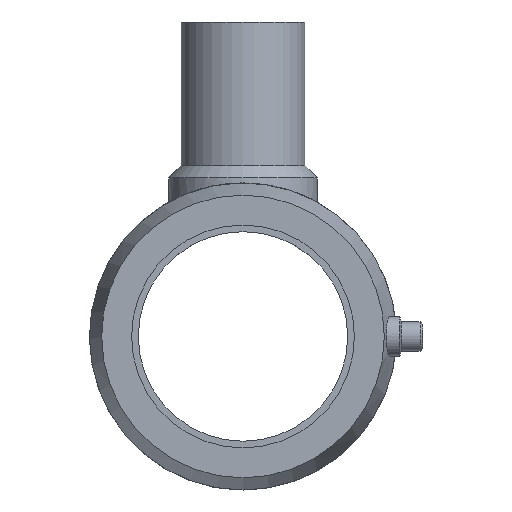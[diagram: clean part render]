
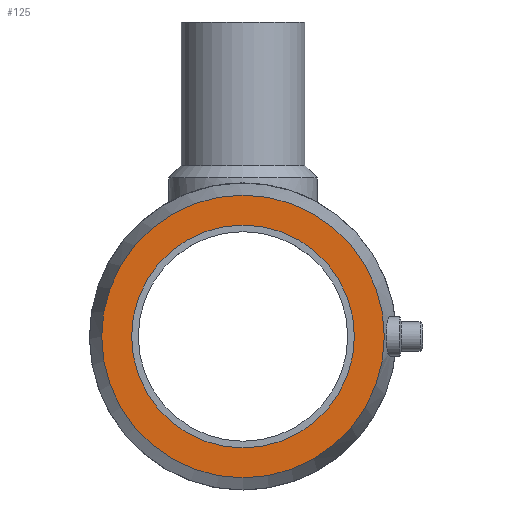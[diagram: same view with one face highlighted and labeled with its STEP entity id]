
A CAD part, left-side view. The second image highlights one B-rep face of the part: STEP entity #125.
In plain terms, the highlighted planar face has unit normal (-1, 0, 0).
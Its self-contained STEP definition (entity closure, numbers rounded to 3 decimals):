
#125 = ADVANCED_FACE( '', ( #282, #283 ), #284, .F. );
#282 = FACE_OUTER_BOUND( '', #445, .T. );
#283 = FACE_BOUND( '', #446, .T. );
#284 = PLANE( '', #447 );
#445 = EDGE_LOOP( '', ( #668 ) );
#446 = EDGE_LOOP( '', ( #669 ) );
#447 = AXIS2_PLACEMENT_3D( '', #670, #671, #672 );
#668 = ORIENTED_EDGE( '', *, *, #767, .F. );
#669 = ORIENTED_EDGE( '', *, *, #740, .T. );
#670 = CARTESIAN_POINT( '', ( 0., 0., 0. ) );
#671 = DIRECTION( '', ( 1., 0., 0. ) );
#672 = DIRECTION( '', ( 0., 0., -1. ) );
#740 = EDGE_CURVE( '', #835, #835, #836, .T. );
#767 = EDGE_CURVE( '', #878, #878, #879, .T. );
#835 = VERTEX_POINT( '', #1021 );
#836 = CIRCLE( '', #1022, 45. );
#878 = VERTEX_POINT( '', #1223 );
#879 = CIRCLE( '', #1224, 57.082 );
#1021 = CARTESIAN_POINT( '', ( 0., 0., -45. ) );
#1022 = AXIS2_PLACEMENT_3D( '', #1639, #1640, #1641 );
#1223 = CARTESIAN_POINT( '', ( 0., 0., -57.082 ) );
#1224 = AXIS2_PLACEMENT_3D( '', #1678, #1679, #1680 );
#1639 = CARTESIAN_POINT( '', ( 0., 0., 0. ) );
#1640 = DIRECTION( '', ( 1., 0., 0. ) );
#1641 = DIRECTION( '', ( 0., 0., -1. ) );
#1678 = CARTESIAN_POINT( '', ( 0., 0., 0. ) );
#1679 = DIRECTION( '', ( 1., 0., 0. ) );
#1680 = DIRECTION( '', ( 0., 0., -1. ) );
